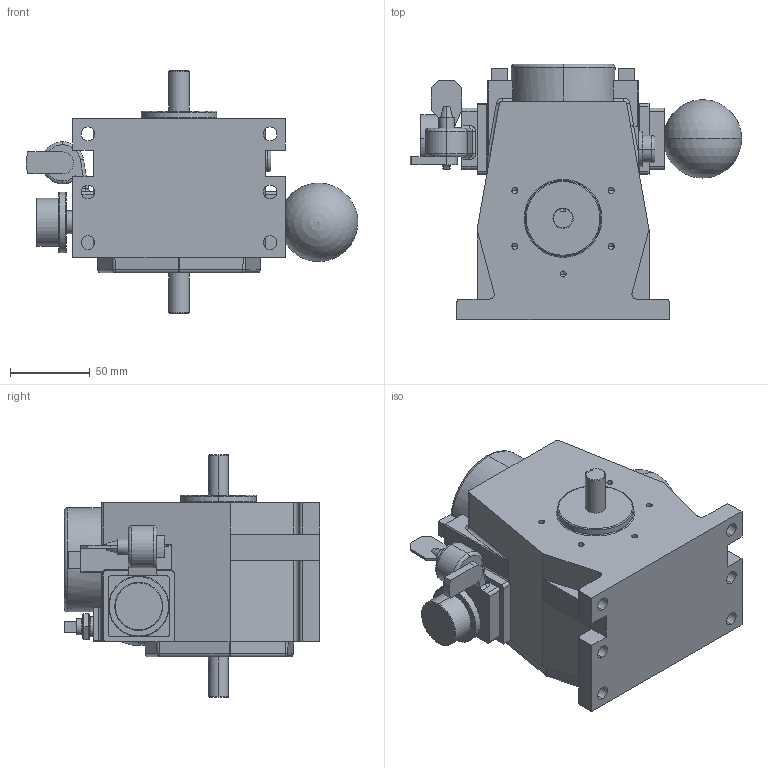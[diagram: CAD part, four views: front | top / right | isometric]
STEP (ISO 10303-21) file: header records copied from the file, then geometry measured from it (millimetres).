
FILE_DESCRIPTION (( 'STEP AP203' ), '1' );
FILE_NAME ('Diff 1.step', '2010-12-13T05:51:27', ( '' ), ( '' ), 'SwSTEP 2.0', 'SolidWorks 2010', '' );
FILE_SCHEMA (( 'CONFIG_CONTROL_DESIGN' ));
Length unit declared in the file: inch
Products named in the file (1): Diff 1
Bounding box: 208.28 x 160.27 x 152.4 mm (x, y, z)
Volume: 1525694.1 mm3; surface area: 112763.8 mm2
Topology: 3 solids, 3 shells, 364 faces, 897 edges, 545 vertices
Faces by surface type: cylinder 150, plane 133, torus 27, cone 25, bspline 15, sphere 14
Entity records: 12368 total; most frequent: CARTESIAN_POINT 3817, DIRECTION 1801, ORIENTED_EDGE 1752, EDGE_CURVE 876, AXIS2_PLACEMENT_3D 665, VERTEX_POINT 541, LINE 471, VECTOR 471
